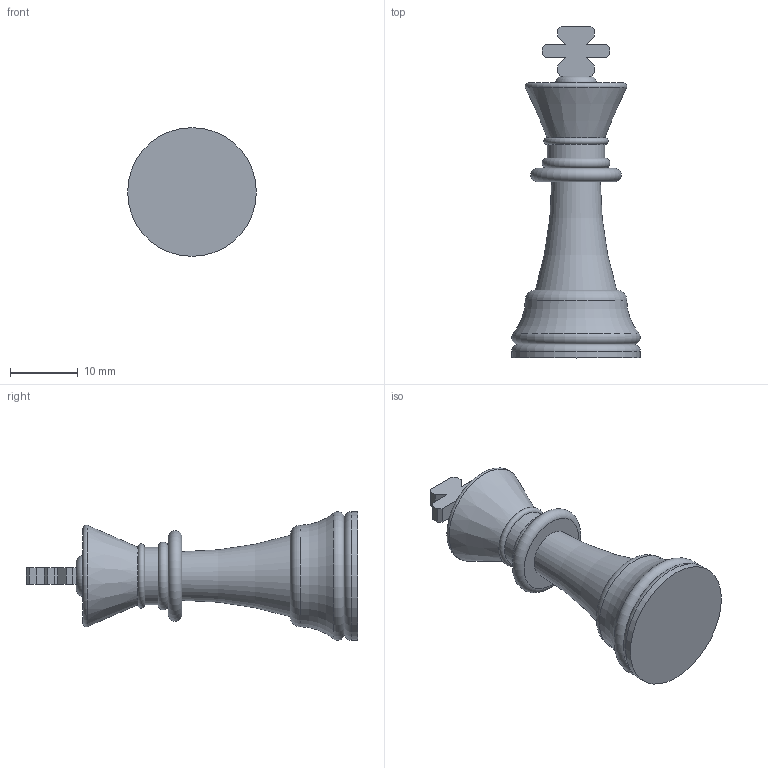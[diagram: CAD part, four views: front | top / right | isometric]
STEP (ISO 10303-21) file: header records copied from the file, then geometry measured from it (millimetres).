
FILE_DESCRIPTION(/* description */ (''),/* implementation_level */ '2;1');
FILE_NAME(/* name */ 'chess_koenig v1.step',/* time_stamp */ '2021-03-21T00:14:00+01:00',/* author */ (''),/* organization */ (''),/* preprocessor_version */ 'ST-DEVELOPER v18.1',/* originating_system */ 'Autodesk Translation Framework v9.10.0.1330',/* authorisation */ '');
FILE_SCHEMA (('AUTOMOTIVE_DESIGN { 1 0 10303 214 3 1 1 }'));
Length unit declared in the file: millimetre
Products named in the file (1): chess_koenig
Bounding box: 19 x 49 x 19 mm (x, y, z)
Volume: 4866 mm3; surface area: 2459.2 mm2
Topology: 1 solids, 1 shells, 46 faces, 110 edges, 69 vertices
Faces by surface type: plane 33, torus 10, cylinder 2, cone 1
Full cylindrical faces by diameter (mm): 8.5 x1, 19 x1
Entity records: 1361 total; most frequent: DIRECTION 235, CARTESIAN_POINT 226, ORIENTED_EDGE 220, EDGE_CURVE 110, LINE 79, VECTOR 79, AXIS2_PLACEMENT_3D 78, VERTEX_POINT 69
